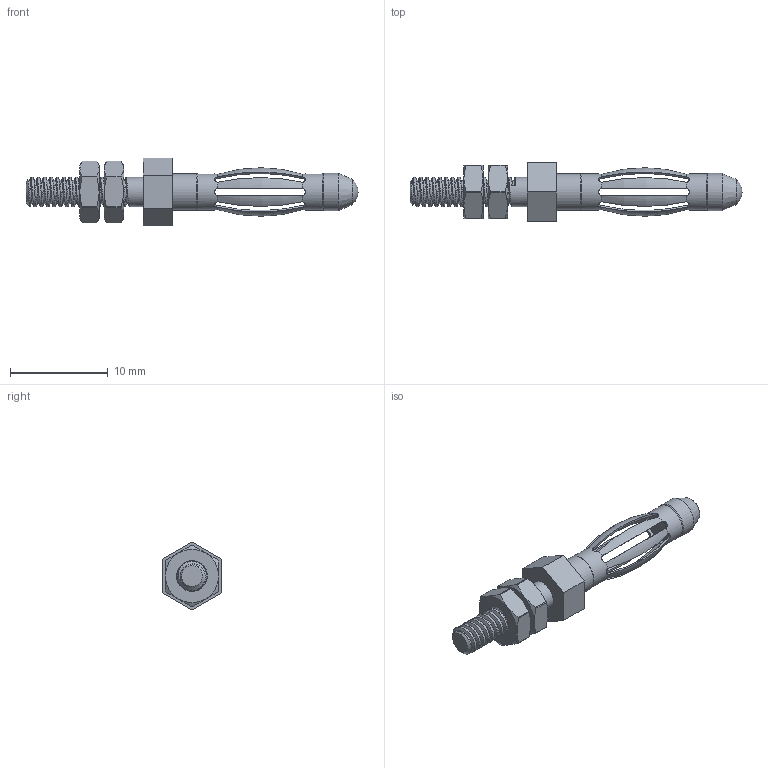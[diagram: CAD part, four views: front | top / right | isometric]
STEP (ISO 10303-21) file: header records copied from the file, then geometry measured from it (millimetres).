
FILE_DESCRIPTION(/* description */ ('Unknown'),/* implementation_level */ '2;1');
FILE_NAME(/* name */ '72918',/* time_stamp */ '2023-03-30T12:48:07+02:00',/* author */ ('Unknown'),/* organization */ ('Unknown'),/* preprocessor_version */ 'ST-DEVELOPER v18.102',/* originating_system */ 'Solid Edge',/* authorisation */ 'Unknown');
FILE_SCHEMA (('AUTOMOTIVE_DESIGN {1 0 10303 214 3 1 1}'));
Length unit declared in the file: millimetre
Products named in the file (1): 72918
Bounding box: 34 x 6 x 6.92 mm (x, y, z)
Volume: 345.1 mm3; surface area: 751.5 mm2
Topology: 1 solids, 1 shells, 150 faces, 480 edges, 318 vertices
Faces by surface type: cylinder 63, plane 59, torus 16, cone 9, bspline 2, sphere 1
Full cylindrical faces by diameter (mm): 3 x1, 3.204 x2, 3.696 x2, 3.783 x1, 3.8 x1
Entity records: 11800 total; most frequent: CARTESIAN_POINT 7997, ORIENTED_EDGE 894, DIRECTION 662, EDGE_CURVE 447, VERTEX_POINT 304, AXIS2_PLACEMENT_3D 273, B_SPLINE_CURVE_WITH_KNOTS 194, FACE_BOUND 171
